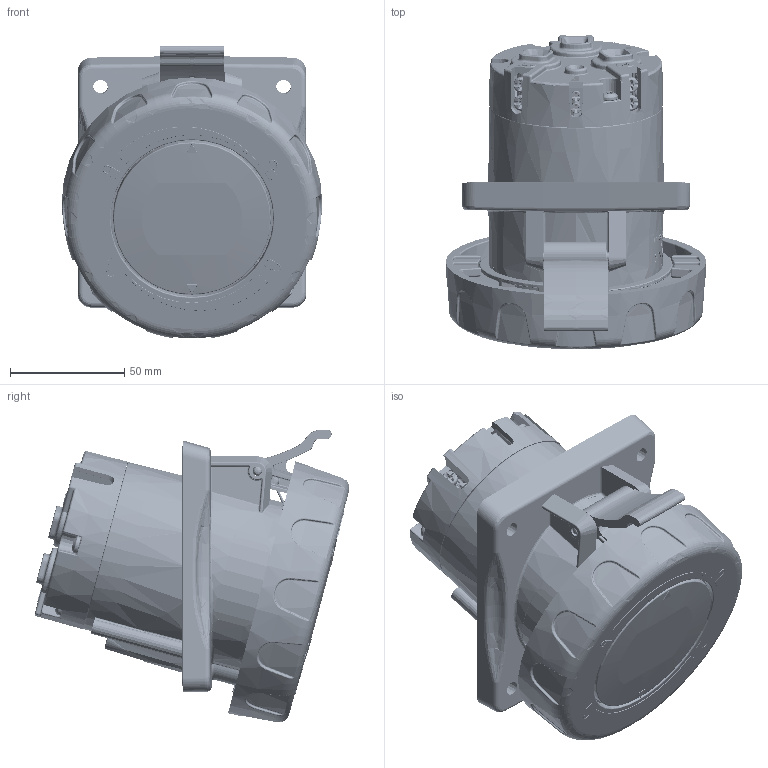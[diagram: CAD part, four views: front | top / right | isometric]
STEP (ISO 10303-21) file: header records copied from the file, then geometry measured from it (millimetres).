
FILE_DESCRIPTION (( 'STEP AP214' ), '1' );
FILE_NAME ('ORC4955-M01.STEP', '2024-06-14T13:34:24', ( '' ), ( '' ), 'SwSTEP 2.0', 'SolidWorks 2020', '' );
FILE_SCHEMA (( 'AUTOMOTIVE_DESIGN' ));
Length unit declared in the file: millimetre
Products named in the file (1): ORC4955-M01
Bounding box: 114 x 137.54 x 127.88 mm (x, y, z)
Volume: 307601 mm3; surface area: 250258.4 mm2
Topology: 29 solids, 29 shells, 6503 faces, 16961 edges, 10512 vertices
Faces by surface type: plane 2048, cylinder 1689, bspline 1534, torus 638, cone 448, sphere 146
Entity records: 269933 total; most frequent: CARTESIAN_POINT 123037, ORIENTED_EDGE 33542, DIRECTION 26713, EDGE_CURVE 16771, VERTEX_POINT 10500, AXIS2_PLACEMENT_3D 10097, EDGE_LOOP 6775, VECTOR 6519
